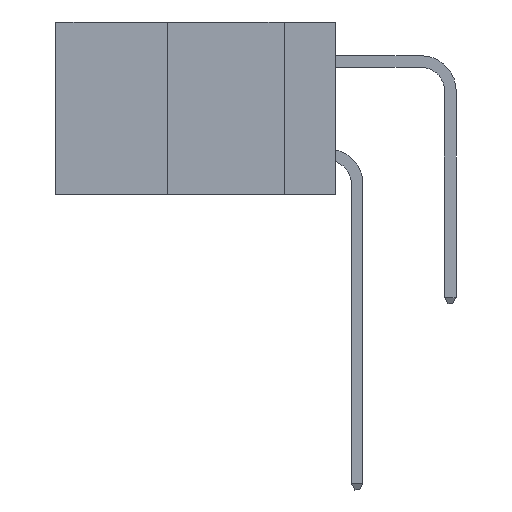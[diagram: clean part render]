
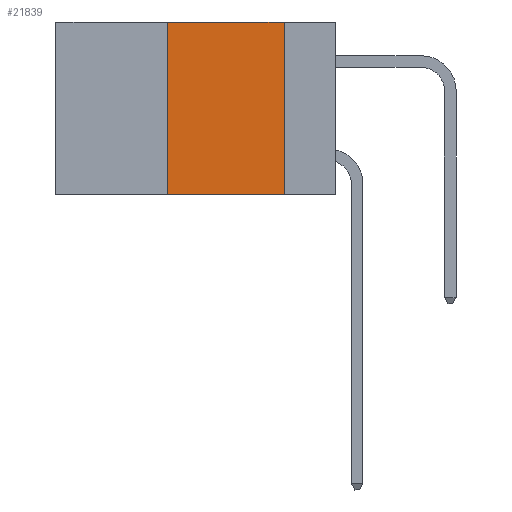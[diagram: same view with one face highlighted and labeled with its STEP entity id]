
A CAD part, left-side view. The second image highlights one B-rep face of the part: STEP entity #21839.
In plain terms, the highlighted planar face has unit normal (-1, 0, 0).
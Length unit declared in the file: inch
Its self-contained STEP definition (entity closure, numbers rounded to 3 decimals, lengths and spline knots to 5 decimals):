
#71 = ORIENTED_EDGE ( 'NONE', *, *, #21647, .F. ) ;
#3483 = EDGE_CURVE ( 'NONE', #29136, #28609, #22309, .T. ) ;
#3517 = VECTOR ( 'NONE', #6700, 39.37008 ) ;
#4121 = DIRECTION ( 'NONE',  ( 1., 0., 0. ) ) ;
#4447 = ORIENTED_EDGE ( 'NONE', *, *, #27950, .F. ) ;
#5451 = EDGE_CURVE ( 'NONE', #29136, #29698, #23432, .T. ) ;
#5748 = CARTESIAN_POINT ( 'NONE',  ( 0., 0.11, 0. ) ) ;
#6587 = VERTEX_POINT ( 'NONE', #12947 ) ;
#6700 = DIRECTION ( 'NONE',  ( 0., -1., 0. ) ) ;
#6836 = FACE_OUTER_BOUND ( 'NONE', #19571, .T. ) ;
#8077 = CARTESIAN_POINT ( 'NONE',  ( 0., 0.6, -0.37 ) ) ;
#9386 = VECTOR ( 'NONE', #10453, 39.37008 ) ;
#9539 = CARTESIAN_POINT ( 'NONE',  ( 0., 0.36, 0. ) ) ;
#10453 = DIRECTION ( 'NONE',  ( 0., -1., 0. ) ) ;
#12655 = DIRECTION ( 'NONE',  ( 0., 0., -1. ) ) ;
#12947 = CARTESIAN_POINT ( 'NONE',  ( 0., 0.11, 0. ) ) ;
#13167 = DIRECTION ( 'NONE',  ( 0., 0., -1. ) ) ;
#13892 = CARTESIAN_POINT ( 'NONE',  ( 0., 0.6, 0. ) ) ;
#14806 = CARTESIAN_POINT ( 'NONE',  ( 0., 0.36, 0. ) ) ;
#16604 = DIRECTION ( 'NONE',  ( 0., 0., 1. ) ) ;
#19221 = LINE ( 'NONE', #5748, #20314 ) ;
#19571 = EDGE_LOOP ( 'NONE', ( #4447, #71, #22371, #22429 ) ) ;
#20314 = VECTOR ( 'NONE', #12655, 39.37008 ) ;
#21647 = EDGE_CURVE ( 'NONE', #29698, #6587, #22166, .T. ) ;
#21839 = ADVANCED_FACE ( 'NONE', ( #6836 ), #23656, .F. ) ;
#22166 = LINE ( 'NONE', #13892, #3517 ) ;
#22309 = LINE ( 'NONE', #8077, #9386 ) ;
#22371 = ORIENTED_EDGE ( 'NONE', *, *, #5451, .F. ) ;
#22423 = CARTESIAN_POINT ( 'NONE',  ( 0., 0.11, -0.37 ) ) ;
#22429 = ORIENTED_EDGE ( 'NONE', *, *, #3483, .T. ) ;
#23432 = LINE ( 'NONE', #9539, #25990 ) ;
#23656 = PLANE ( 'NONE',  #28851 ) ;
#25990 = VECTOR ( 'NONE', #16604, 39.37008 ) ;
#27950 = EDGE_CURVE ( 'NONE', #6587, #28609, #19221, .T. ) ;
#28334 = CARTESIAN_POINT ( 'NONE',  ( 0., 0.6, 0. ) ) ;
#28609 = VERTEX_POINT ( 'NONE', #22423 ) ;
#28751 = CARTESIAN_POINT ( 'NONE',  ( 0., 0.36, -0.37 ) ) ;
#28851 = AXIS2_PLACEMENT_3D ( 'NONE', #28334, #4121, #13167 ) ;
#29136 = VERTEX_POINT ( 'NONE', #28751 ) ;
#29698 = VERTEX_POINT ( 'NONE', #14806 ) ;
